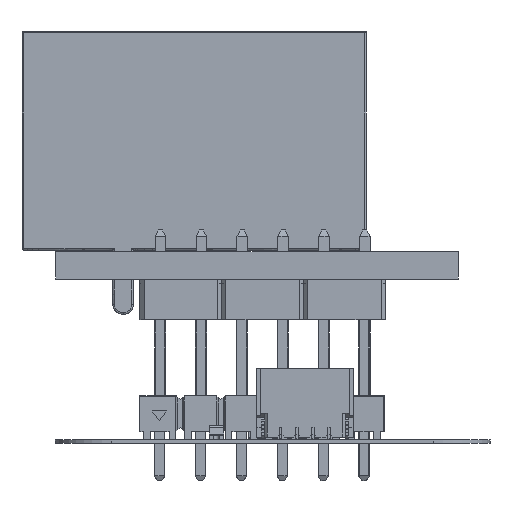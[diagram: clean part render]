
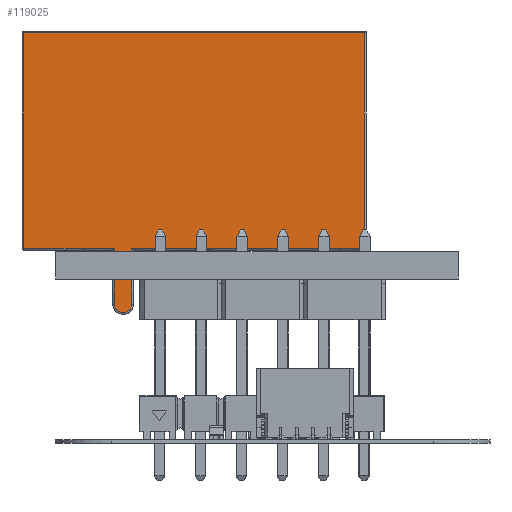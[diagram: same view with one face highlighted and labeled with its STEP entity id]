
A CAD part, left-side view. The second image highlights one B-rep face of the part: STEP entity #119025.
In plain terms, the highlighted planar face has unit normal (-1, 0, 0).
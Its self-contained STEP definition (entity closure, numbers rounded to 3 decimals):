
#117352 = VERTEX_POINT('',#117353);
#117353 = CARTESIAN_POINT('',(3.45,5.8,1.9));
#117423 = VERTEX_POINT('',#117424);
#117424 = CARTESIAN_POINT('',(3.45,5.8,15.3));
#117495 = EDGE_CURVE('',#117352,#117423,#117496,.T.);
#117496 = B_SPLINE_CURVE_WITH_KNOTS('',1,(#117497,#117498),
  .UNSPECIFIED.,.F.,.F.,(2,2),(0.,13.4),.PIECEWISE_BEZIER_KNOTS.);
#117497 = CARTESIAN_POINT('',(3.45,5.8,1.9));
#117498 = CARTESIAN_POINT('',(3.45,5.8,15.3));
#117652 = VERTEX_POINT('',#117653);
#117653 = CARTESIAN_POINT('',(3.45,27.,15.3));
#117864 = VERTEX_POINT('',#117865);
#117865 = CARTESIAN_POINT('',(3.45,27.,1.9));
#117927 = VERTEX_POINT('',#117928);
#117928 = CARTESIAN_POINT('',(3.45,21.355,1.9));
#117936 = EDGE_CURVE('',#117864,#117927,#117937,.T.);
#117937 = B_SPLINE_CURVE_WITH_KNOTS('',1,(#117938,#117939),
  .UNSPECIFIED.,.F.,.F.,(2,2),(0.,5.645),.PIECEWISE_BEZIER_KNOTS.);
#117938 = CARTESIAN_POINT('',(3.45,27.,1.9));
#117939 = CARTESIAN_POINT('',(3.45,21.355,1.9));
#118278 = EDGE_CURVE('',#117652,#117864,#118279,.T.);
#118279 = B_SPLINE_CURVE_WITH_KNOTS('',1,(#118280,#118281),
  .UNSPECIFIED.,.F.,.F.,(2,2),(0.,13.4),.PIECEWISE_BEZIER_KNOTS.);
#118280 = CARTESIAN_POINT('',(3.45,27.,15.3));
#118281 = CARTESIAN_POINT('',(3.45,27.,1.9));
#118575 = EDGE_CURVE('',#117652,#117423,#118576,.T.);
#118576 = B_SPLINE_CURVE_WITH_KNOTS('',1,(#118577,#118578),
  .UNSPECIFIED.,.F.,.F.,(2,2),(0.,21.2),.PIECEWISE_BEZIER_KNOTS.);
#118577 = CARTESIAN_POINT('',(3.45,27.,15.3));
#118578 = CARTESIAN_POINT('',(3.45,5.8,15.3));
#118618 = VERTEX_POINT('',#118619);
#118619 = CARTESIAN_POINT('',(3.45,21.355,-1.565));
#118625 = EDGE_CURVE('',#117927,#118618,#118626,.T.);
#118626 = B_SPLINE_CURVE_WITH_KNOTS('',1,(#118627,#118628),
  .UNSPECIFIED.,.F.,.F.,(2,2),(0.,3.465),.PIECEWISE_BEZIER_KNOTS.);
#118627 = CARTESIAN_POINT('',(3.45,21.355,1.9));
#118628 = CARTESIAN_POINT('',(3.45,21.355,-1.565));
#118662 = VERTEX_POINT('',#118663);
#118663 = CARTESIAN_POINT('',(3.45,20.82,-2.1));
#118669 = EDGE_CURVE('',#118618,#118662,#118670,.T.);
#118670 = ( BOUNDED_CURVE() B_SPLINE_CURVE(2,(#118671,#118672,#118673),
.UNSPECIFIED.,.F.,.F.) B_SPLINE_CURVE_WITH_KNOTS((3,3),(0.,
0.84),.PIECEWISE_BEZIER_KNOTS.) CURVE() 
GEOMETRIC_REPRESENTATION_ITEM() RATIONAL_B_SPLINE_CURVE((1.,
0.707,1.)) REPRESENTATION_ITEM('') );
#118671 = CARTESIAN_POINT('',(3.45,21.355,-1.565));
#118672 = CARTESIAN_POINT('',(3.45,21.355,-2.1));
#118673 = CARTESIAN_POINT('',(3.45,20.82,-2.1));
#118760 = EDGE_CURVE('',#118662,#118761,#118763,.T.);
#118761 = VERTEX_POINT('',#118762);
#118762 = CARTESIAN_POINT('',(3.45,20.285,-1.565));
#118763 = ( BOUNDED_CURVE() B_SPLINE_CURVE(2,(#118764,#118765,#118766),
.UNSPECIFIED.,.F.,.F.) B_SPLINE_CURVE_WITH_KNOTS((3,3),(0.84,
1.681),.PIECEWISE_BEZIER_KNOTS.) CURVE() 
GEOMETRIC_REPRESENTATION_ITEM() RATIONAL_B_SPLINE_CURVE((1.,
0.707,1.)) REPRESENTATION_ITEM('') );
#118764 = CARTESIAN_POINT('',(3.45,20.82,-2.1));
#118765 = CARTESIAN_POINT('',(3.45,20.285,-2.1));
#118766 = CARTESIAN_POINT('',(3.45,20.285,-1.565));
#118869 = VERTEX_POINT('',#118870);
#118870 = CARTESIAN_POINT('',(3.45,20.285,1.9));
#118878 = EDGE_CURVE('',#118761,#118869,#118879,.T.);
#118879 = B_SPLINE_CURVE_WITH_KNOTS('',1,(#118880,#118881),
  .UNSPECIFIED.,.F.,.F.,(2,2),(0.,3.465),.PIECEWISE_BEZIER_KNOTS.);
#118880 = CARTESIAN_POINT('',(3.45,20.285,-1.565));
#118881 = CARTESIAN_POINT('',(3.45,20.285,1.9));
#118952 = EDGE_CURVE('',#118869,#117352,#118953,.T.);
#118953 = B_SPLINE_CURVE_WITH_KNOTS('',1,(#118954,#118955),
  .UNSPECIFIED.,.F.,.F.,(2,2),(0.,14.485),.PIECEWISE_BEZIER_KNOTS.);
#118954 = CARTESIAN_POINT('',(3.45,20.285,1.9));
#118955 = CARTESIAN_POINT('',(3.45,5.8,1.9));
#119025 = ADVANCED_FACE('',(#119026),#119037,.T.);
#119026 = FACE_BOUND('',#119027,.T.);
#119027 = EDGE_LOOP('',(#119028,#119029,#119030,#119031,#119032,#119033,
    #119034,#119035,#119036));
#119028 = ORIENTED_EDGE('',*,*,#118625,.T.);
#119029 = ORIENTED_EDGE('',*,*,#118669,.T.);
#119030 = ORIENTED_EDGE('',*,*,#118760,.T.);
#119031 = ORIENTED_EDGE('',*,*,#118878,.T.);
#119032 = ORIENTED_EDGE('',*,*,#118952,.T.);
#119033 = ORIENTED_EDGE('',*,*,#117495,.T.);
#119034 = ORIENTED_EDGE('',*,*,#118575,.F.);
#119035 = ORIENTED_EDGE('',*,*,#118278,.T.);
#119036 = ORIENTED_EDGE('',*,*,#117936,.T.);
#119037 = PLANE('',#119038);
#119038 = AXIS2_PLACEMENT_3D('',#119039,#119040,#119041);
#119039 = CARTESIAN_POINT('',(3.45,3.56,-3.96));
#119040 = DIRECTION('',(-1.,0.,0.));
#119041 = DIRECTION('',(0.,0.,-1.));
